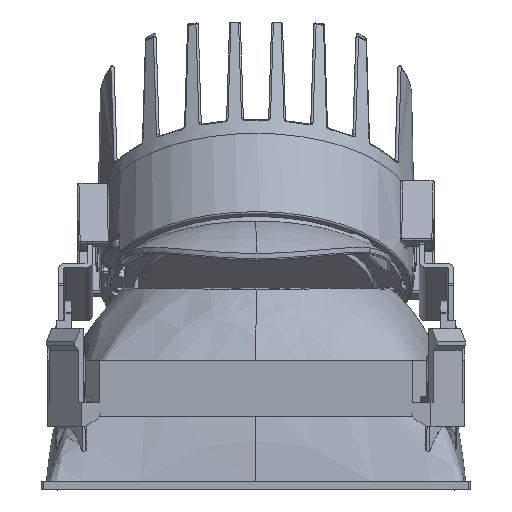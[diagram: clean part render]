
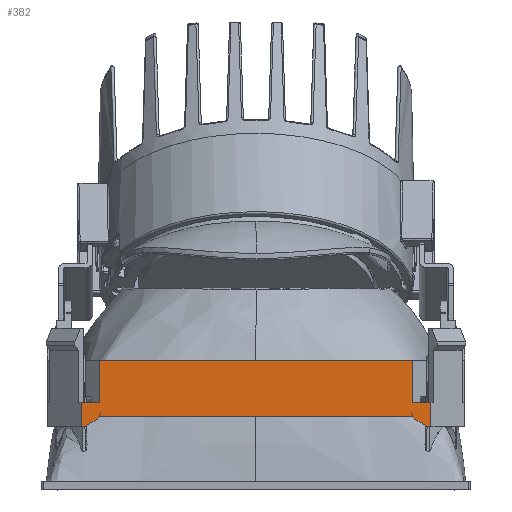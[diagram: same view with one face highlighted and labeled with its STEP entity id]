
A CAD part, front view. The second image highlights one B-rep face of the part: STEP entity #382.
In plain terms, the highlighted planar face has unit normal (0, -1, 0).
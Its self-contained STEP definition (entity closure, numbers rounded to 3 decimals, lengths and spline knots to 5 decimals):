
#382=ADVANCED_FACE('',(#2058),#26411,.T.);
#2058=FACE_OUTER_BOUND('',#3748,.T.);
#3748=EDGE_LOOP('',(#6705,#6706,#6707,#6708,#6709,#6710,#6711,#6712,#6713,
#6714,#6715,#6716,#6717,#6718));
#6705=ORIENTED_EDGE('',*,*,#14613,.T.);
#6706=ORIENTED_EDGE('',*,*,#14614,.T.);
#6707=ORIENTED_EDGE('',*,*,#14812,.T.);
#6708=ORIENTED_EDGE('',*,*,#14848,.T.);
#6709=ORIENTED_EDGE('',*,*,#14615,.T.);
#6710=ORIENTED_EDGE('',*,*,#14424,.F.);
#6711=ORIENTED_EDGE('',*,*,#14620,.T.);
#6712=ORIENTED_EDGE('',*,*,#14616,.T.);
#6713=ORIENTED_EDGE('',*,*,#14617,.T.);
#6714=ORIENTED_EDGE('',*,*,#14618,.T.);
#6715=ORIENTED_EDGE('',*,*,#14420,.F.);
#6716=ORIENTED_EDGE('',*,*,#14596,.F.);
#6717=ORIENTED_EDGE('',*,*,#14431,.F.);
#6718=ORIENTED_EDGE('',*,*,#14619,.T.);
#14420=EDGE_CURVE('',#22971,#22964,#20832,.T.);
#14424=EDGE_CURVE('',#22976,#22977,#20836,.T.);
#14431=EDGE_CURVE('',#22983,#22984,#20843,.T.);
#14596=EDGE_CURVE('',#22984,#22971,#20990,.T.);
#14613=EDGE_CURVE('',#23144,#23145,#21007,.T.);
#14614=EDGE_CURVE('',#23145,#23146,#21008,.T.);
#14615=EDGE_CURVE('',#23148,#22977,#21009,.T.);
#14616=EDGE_CURVE('',#23149,#23150,#21010,.T.);
#14617=EDGE_CURVE('',#23150,#23151,#21011,.T.);
#14618=EDGE_CURVE('',#23151,#22964,#21012,.T.);
#14619=EDGE_CURVE('',#22983,#23144,#21013,.T.);
#14620=EDGE_CURVE('',#22976,#23149,#21014,.T.);
#14812=EDGE_CURVE('',#23146,#23147,#21187,.T.);
#14848=EDGE_CURVE('',#23147,#23148,#21223,.T.);
#20832=B_SPLINE_CURVE_WITH_KNOTS('',1,(#120938,#120939),.UNSPECIFIED.,.F.,
 .F.,(2,2),(0.,0.0125),.UNSPECIFIED.);
#20836=B_SPLINE_CURVE_WITH_KNOTS('',1,(#120946,#120947),.UNSPECIFIED.,.F.,
 .F.,(2,2),(0.,0.00112),.UNSPECIFIED.);
#20843=B_SPLINE_CURVE_WITH_KNOTS('',1,(#120960,#120961),.UNSPECIFIED.,.F.,
 .F.,(2,2),(-0.0125,0.),.UNSPECIFIED.);
#20990=B_SPLINE_CURVE_WITH_KNOTS('',1,(#121344,#121345),.UNSPECIFIED.,.F.,
 .F.,(2,2),(0.,0.093),.UNSPECIFIED.);
#21007=B_SPLINE_CURVE_WITH_KNOTS('',1,(#121378,#121379),.UNSPECIFIED.,.F.,
 .F.,(2,2),(0.,0.00719),.UNSPECIFIED.);
#21008=B_SPLINE_CURVE_WITH_KNOTS('',1,(#121380,#121381),.UNSPECIFIED.,.F.,
 .F.,(2,2),(0.,0.00108),.UNSPECIFIED.);
#21009=B_SPLINE_CURVE_WITH_KNOTS('',1,(#121382,#121383),.UNSPECIFIED.,.F.,
 .F.,(2,2),(-0.093,0.),.UNSPECIFIED.);
#21010=B_SPLINE_CURVE_WITH_KNOTS('',1,(#121384,#121385),.UNSPECIFIED.,.F.,
 .F.,(2,2),(0.,0.00108),.UNSPECIFIED.);
#21011=B_SPLINE_CURVE_WITH_KNOTS('',1,(#121386,#121387),.UNSPECIFIED.,.F.,
 .F.,(2,2),(-0.00719,0.),.UNSPECIFIED.);
#21012=B_SPLINE_CURVE_WITH_KNOTS('',1,(#121388,#121389),.UNSPECIFIED.,.F.,
 .F.,(2,2),(-0.00548,0.),.UNSPECIFIED.);
#21013=B_SPLINE_CURVE_WITH_KNOTS('',1,(#121390,#121391),.UNSPECIFIED.,.F.,
 .F.,(2,2),(0.,0.00548),.UNSPECIFIED.);
#21014=B_SPLINE_CURVE_WITH_KNOTS('',1,(#121392,#121393),.UNSPECIFIED.,.F.,
 .F.,(2,2),(0.,0.00429),.UNSPECIFIED.);
#21187=B_SPLINE_CURVE_WITH_KNOTS('',1,(#121819,#121820),.UNSPECIFIED.,.F.,
 .F.,(2,2),(-0.00429,0.),.UNSPECIFIED.);
#21223=B_SPLINE_CURVE_WITH_KNOTS('',1,(#121891,#121892),.UNSPECIFIED.,.F.,
 .F.,(2,2),(0.,0.00112),.UNSPECIFIED.);
#22964=VERTEX_POINT('',#120415);
#22971=VERTEX_POINT('',#120422);
#22976=VERTEX_POINT('',#120427);
#22977=VERTEX_POINT('',#120428);
#22983=VERTEX_POINT('',#120434);
#22984=VERTEX_POINT('',#120435);
#23144=VERTEX_POINT('',#120595);
#23145=VERTEX_POINT('',#120596);
#23146=VERTEX_POINT('',#120597);
#23147=VERTEX_POINT('',#120598);
#23148=VERTEX_POINT('',#120599);
#23149=VERTEX_POINT('',#120600);
#23150=VERTEX_POINT('',#120601);
#23151=VERTEX_POINT('',#120602);
#26411=PLANE('',#27242);
#27242=AXIS2_PLACEMENT_3D('',#119432,#27819,$);
#27819=DIRECTION('',(0.,-1.,0.));
#119432=CARTESIAN_POINT('',(-0.66357,-0.062,0.64167));
#120415=CARTESIAN_POINT('',(0.0465,-0.062,0.026));
#120422=CARTESIAN_POINT('',(0.0465,-0.062,0.0385));
#120427=CARTESIAN_POINT('',(0.04721,-0.062,0.021));
#120428=CARTESIAN_POINT('',(0.0465,-0.062,0.02187));
#120434=CARTESIAN_POINT('',(-0.0465,-0.062,0.026));
#120435=CARTESIAN_POINT('',(-0.0465,-0.062,0.0385));
#120595=CARTESIAN_POINT('',(-0.05198,-0.062,0.026));
#120596=CARTESIAN_POINT('',(-0.05198,-0.062,0.01881));
#120597=CARTESIAN_POINT('',(-0.0509,-0.062,0.01881));
#120598=CARTESIAN_POINT('',(-0.04721,-0.062,0.021));
#120599=CARTESIAN_POINT('',(-0.0465,-0.062,0.02187));
#120600=CARTESIAN_POINT('',(0.0509,-0.062,0.01881));
#120601=CARTESIAN_POINT('',(0.05198,-0.062,0.01881));
#120602=CARTESIAN_POINT('',(0.05198,-0.062,0.026));
#120938=CARTESIAN_POINT('',(0.0465,-0.062,0.0385));
#120939=CARTESIAN_POINT('',(0.0465,-0.062,0.026));
#120946=CARTESIAN_POINT('',(0.04721,-0.062,0.021));
#120947=CARTESIAN_POINT('',(0.0465,-0.062,0.02187));
#120960=CARTESIAN_POINT('',(-0.0465,-0.062,0.026));
#120961=CARTESIAN_POINT('',(-0.0465,-0.062,0.0385));
#121344=CARTESIAN_POINT('',(-0.0465,-0.062,0.0385));
#121345=CARTESIAN_POINT('',(0.0465,-0.062,0.0385));
#121378=CARTESIAN_POINT('',(-0.05198,-0.062,0.026));
#121379=CARTESIAN_POINT('',(-0.05198,-0.062,0.01881));
#121380=CARTESIAN_POINT('',(-0.05198,-0.062,0.01881));
#121381=CARTESIAN_POINT('',(-0.0509,-0.062,0.01881));
#121382=CARTESIAN_POINT('',(-0.0465,-0.062,0.02187));
#121383=CARTESIAN_POINT('',(0.0465,-0.062,0.02187));
#121384=CARTESIAN_POINT('',(0.0509,-0.062,0.01881));
#121385=CARTESIAN_POINT('',(0.05198,-0.062,0.01881));
#121386=CARTESIAN_POINT('',(0.05198,-0.062,0.01881));
#121387=CARTESIAN_POINT('',(0.05198,-0.062,0.026));
#121388=CARTESIAN_POINT('',(0.05198,-0.062,0.026));
#121389=CARTESIAN_POINT('',(0.0465,-0.062,0.026));
#121390=CARTESIAN_POINT('',(-0.0465,-0.062,0.026));
#121391=CARTESIAN_POINT('',(-0.05198,-0.062,0.026));
#121392=CARTESIAN_POINT('',(0.04721,-0.062,0.021));
#121393=CARTESIAN_POINT('',(0.0509,-0.062,0.01881));
#121819=CARTESIAN_POINT('',(-0.0509,-0.062,0.01881));
#121820=CARTESIAN_POINT('',(-0.04721,-0.062,0.021));
#121891=CARTESIAN_POINT('',(-0.04721,-0.062,0.021));
#121892=CARTESIAN_POINT('',(-0.0465,-0.062,0.02187));
